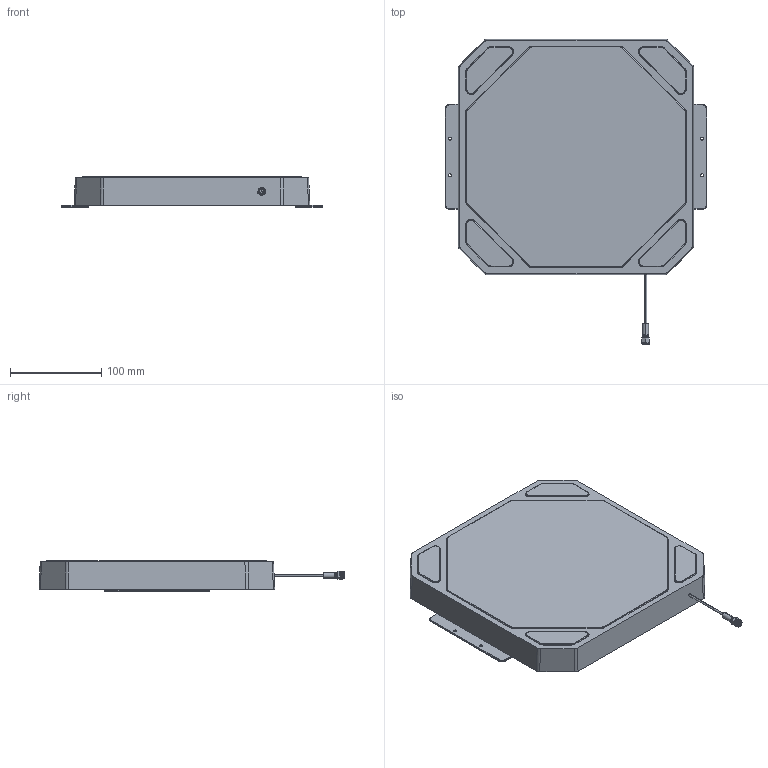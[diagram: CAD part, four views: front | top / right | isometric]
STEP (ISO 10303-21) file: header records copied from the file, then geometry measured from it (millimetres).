
FILE_DESCRIPTION (( 'STEP AP214' ), '1' );
FILE_NAME ('FMANFP1060_3D.step', '2023-02-01T18:13:01', ( '' ), ( '' ), 'SwSTEP 2.0', 'SolidWorks 2022', '' );
FILE_SCHEMA (( 'AUTOMOTIVE_DESIGN' ));
Length unit declared in the file: inch
Products named in the file (3): FMANFP1060_Base Model; PE4768; FMANFP1060_3D
Assembly tree (2 placements, depth 2):
  FMANFP1060_3D
    FMANFP1060_Base Model
    PE4768
Bounding box: 286 x 334.89 x 33 mm (x, y, z)
Volume: 479847.5 mm3; surface area: 498951.6 mm2
Topology: 32 solids, 32 shells, 3895 faces, 8750 edges, 4947 vertices
Faces by surface type: bspline 1937, cylinder 856, plane 751, cone 265, torus 72, sphere 14
Entity records: 154858 total; most frequent: CARTESIAN_POINT 71985, ORIENTED_EDGE 17404, EDGE_CURVE 8702, DIRECTION 8587, VERTEX_POINT 4947, EDGE_LOOP 4047, ADVANCED_FACE 3895, FACE_OUTER_BOUND 3895
